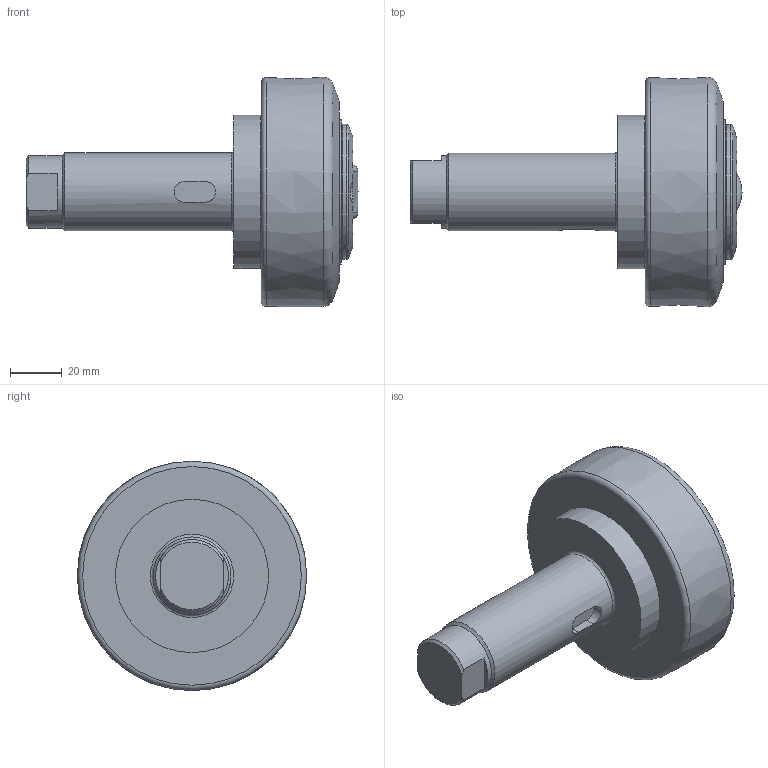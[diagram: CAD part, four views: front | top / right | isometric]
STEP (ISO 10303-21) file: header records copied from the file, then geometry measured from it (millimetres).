
FILE_DESCRIPTION(/* description */ ('-'),/* implementation_level */ '2;1');
FILE_NAME(/* name */ 'ALFATEC_TR090-1300.stp',/* time_stamp */ '2021-01-27T09:49:55+01:00',/* author */ ('kstaebler'),/* organization */ (''),/* preprocessor_version */ 'ST-DEVELOPER v18.1',/* originating_system */ 'Autodesk Inventor 2020',/* authorisation */ '');
FILE_SCHEMA (('AUTOMOTIVE_DESIGN { 1 0 10303 214 3 1 1 }'));
Length unit declared in the file: millimetre
Products named in the file (1): TR 090.1300_Kontur
Bounding box: 127.8 x 88.29 x 88.34 mm (x, y, z)
Volume: 272478.3 mm3; surface area: 30999.3 mm2
Topology: 1 solids, 1 shells, 83 faces, 226 edges, 155 vertices
Faces by surface type: plane 45, cylinder 22, cone 8, torus 6, bspline 2
Full cylindrical faces by diameter (mm): 8 x2, 8.6 x2, 28 x1, 30 x1, 52 x1, 55.3 x1, 55.5 x1, 59 x1
Entity records: 2831 total; most frequent: CARTESIAN_POINT 621, DIRECTION 468, ORIENTED_EDGE 452, EDGE_CURVE 226, AXIS2_PLACEMENT_3D 176, VERTEX_POINT 155, LINE 116, VECTOR 116
